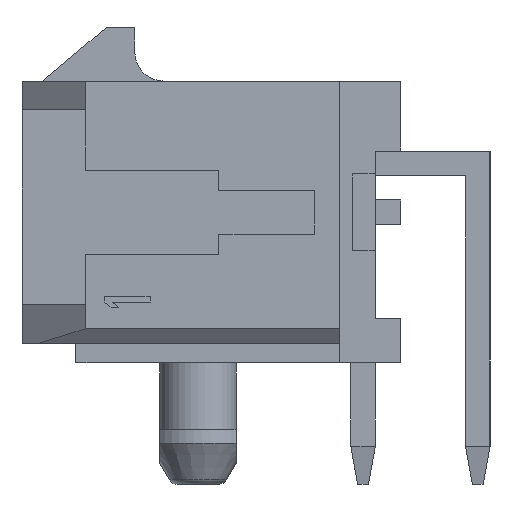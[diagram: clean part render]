
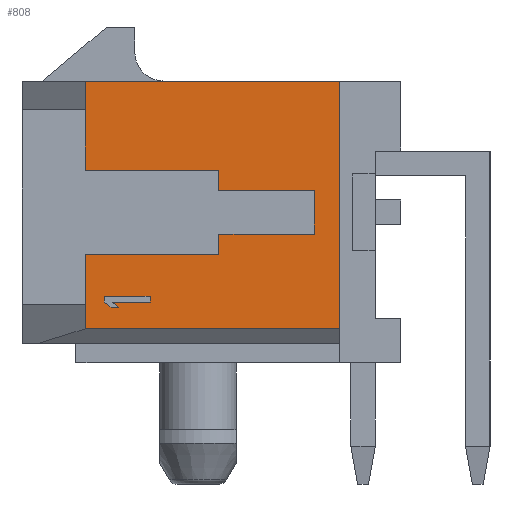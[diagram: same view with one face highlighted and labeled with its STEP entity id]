
A CAD part, left-side view. The second image highlights one B-rep face of the part: STEP entity #808.
In plain terms, the highlighted planar face has unit normal (-1, 0, 0).
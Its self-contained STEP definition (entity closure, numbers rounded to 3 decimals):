
#543 = VERTEX_POINT('',#544);
#544 = CARTESIAN_POINT('',(-3.32,1.259,4.51));
#568 = VERTEX_POINT('',#569);
#569 = CARTESIAN_POINT('',(-3.32,3.759,4.51));
#575 = EDGE_CURVE('',#543,#568,#576,.T.);
#576 = LINE('',#577,#578);
#577 = CARTESIAN_POINT('',(-3.32,1.259,4.51));
#578 = VECTOR('',#579,1.);
#579 = DIRECTION('',(0.,1.,0.));
#630 = EDGE_CURVE('',#631,#543,#633,.T.);
#631 = VERTEX_POINT('',#632);
#632 = CARTESIAN_POINT('',(-3.32,1.259,3.36));
#633 = LINE('',#634,#635);
#634 = CARTESIAN_POINT('',(-3.32,1.259,3.36));
#635 = VECTOR('',#636,1.);
#636 = DIRECTION('',(0.,0.,1.));
#685 = EDGE_CURVE('',#686,#631,#688,.T.);
#686 = VERTEX_POINT('',#687);
#687 = CARTESIAN_POINT('',(-3.32,3.759,3.36));
#688 = LINE('',#689,#690);
#689 = CARTESIAN_POINT('',(-3.32,3.759,3.36));
#690 = VECTOR('',#691,1.);
#691 = DIRECTION('',(0.,-1.,0.));
#788 = EDGE_CURVE('',#789,#686,#791,.T.);
#789 = VERTEX_POINT('',#790);
#790 = CARTESIAN_POINT('',(-3.32,3.759,2.835));
#791 = LINE('',#792,#793);
#792 = CARTESIAN_POINT('',(-3.32,3.759,2.835));
#793 = VECTOR('',#794,1.);
#794 = DIRECTION('',(0.,0.,1.));
#808 = ADVANCED_FACE('',(#809,#893),#951,.T.);
#809 = FACE_BOUND('',#810,.F.);
#810 = EDGE_LOOP('',(#811,#819,#820,#821,#822,#823,#831,#839,#847,#855,
    #863,#871,#879,#887));
#811 = ORIENTED_EDGE('',*,*,#812,.T.);
#812 = EDGE_CURVE('',#813,#789,#815,.T.);
#813 = VERTEX_POINT('',#814);
#814 = CARTESIAN_POINT('',(-3.32,7.259,2.835));
#815 = LINE('',#816,#817);
#816 = CARTESIAN_POINT('',(-3.32,7.259,2.835));
#817 = VECTOR('',#818,1.);
#818 = DIRECTION('',(0.,-1.,0.));
#819 = ORIENTED_EDGE('',*,*,#788,.T.);
#820 = ORIENTED_EDGE('',*,*,#685,.T.);
#821 = ORIENTED_EDGE('',*,*,#630,.T.);
#822 = ORIENTED_EDGE('',*,*,#575,.T.);
#823 = ORIENTED_EDGE('',*,*,#824,.T.);
#824 = EDGE_CURVE('',#568,#825,#827,.T.);
#825 = VERTEX_POINT('',#826);
#826 = CARTESIAN_POINT('',(-3.32,3.759,5.035));
#827 = LINE('',#828,#829);
#828 = CARTESIAN_POINT('',(-3.32,3.759,4.51));
#829 = VECTOR('',#830,1.);
#830 = DIRECTION('',(0.,0.,1.));
#831 = ORIENTED_EDGE('',*,*,#832,.F.);
#832 = EDGE_CURVE('',#833,#825,#835,.T.);
#833 = VERTEX_POINT('',#834);
#834 = CARTESIAN_POINT('',(-3.32,7.259,5.035));
#835 = LINE('',#836,#837);
#836 = CARTESIAN_POINT('',(-3.32,7.259,5.035));
#837 = VECTOR('',#838,1.);
#838 = DIRECTION('',(0.,-1.,0.));
#839 = ORIENTED_EDGE('',*,*,#840,.T.);
#840 = EDGE_CURVE('',#833,#841,#843,.T.);
#841 = VERTEX_POINT('',#842);
#842 = CARTESIAN_POINT('',(-3.32,7.259,6.615));
#843 = LINE('',#844,#845);
#844 = CARTESIAN_POINT('',(-3.32,7.259,5.035));
#845 = VECTOR('',#846,1.);
#846 = DIRECTION('',(0.,0.,1.));
#847 = ORIENTED_EDGE('',*,*,#848,.F.);
#848 = EDGE_CURVE('',#849,#841,#851,.T.);
#849 = VERTEX_POINT('',#850);
#850 = CARTESIAN_POINT('',(-3.32,7.259,7.365));
#851 = LINE('',#852,#853);
#852 = CARTESIAN_POINT('',(-3.32,7.259,7.365));
#853 = VECTOR('',#854,1.);
#854 = DIRECTION('',(0.,0.,-1.));
#855 = ORIENTED_EDGE('',*,*,#856,.F.);
#856 = EDGE_CURVE('',#857,#849,#859,.T.);
#857 = VERTEX_POINT('',#858);
#858 = CARTESIAN_POINT('',(-3.32,0.599,7.365));
#859 = LINE('',#860,#861);
#860 = CARTESIAN_POINT('',(-3.32,0.599,7.365));
#861 = VECTOR('',#862,1.);
#862 = DIRECTION('',(0.,1.,0.));
#863 = ORIENTED_EDGE('',*,*,#864,.F.);
#864 = EDGE_CURVE('',#865,#857,#867,.T.);
#865 = VERTEX_POINT('',#866);
#866 = CARTESIAN_POINT('',(-3.32,0.599,0.885));
#867 = LINE('',#868,#869);
#868 = CARTESIAN_POINT('',(-3.32,0.599,0.885));
#869 = VECTOR('',#870,1.);
#870 = DIRECTION('',(0.,0.,1.));
#871 = ORIENTED_EDGE('',*,*,#872,.F.);
#872 = EDGE_CURVE('',#873,#865,#875,.T.);
#873 = VERTEX_POINT('',#874);
#874 = CARTESIAN_POINT('',(-3.32,7.259,0.885));
#875 = LINE('',#876,#877);
#876 = CARTESIAN_POINT('',(-3.32,7.259,0.885));
#877 = VECTOR('',#878,1.);
#878 = DIRECTION('',(0.,-1.,0.));
#879 = ORIENTED_EDGE('',*,*,#880,.F.);
#880 = EDGE_CURVE('',#881,#873,#883,.T.);
#881 = VERTEX_POINT('',#882);
#882 = CARTESIAN_POINT('',(-3.32,7.259,1.525));
#883 = LINE('',#884,#885);
#884 = CARTESIAN_POINT('',(-3.32,7.259,1.525));
#885 = VECTOR('',#886,1.);
#886 = DIRECTION('',(0.,0.,-1.));
#887 = ORIENTED_EDGE('',*,*,#888,.T.);
#888 = EDGE_CURVE('',#881,#813,#889,.T.);
#889 = LINE('',#890,#891);
#890 = CARTESIAN_POINT('',(-3.32,7.259,1.525));
#891 = VECTOR('',#892,1.);
#892 = DIRECTION('',(0.,0.,1.));
#893 = FACE_BOUND('',#894,.F.);
#894 = EDGE_LOOP('',(#895,#905,#913,#921,#929,#937,#945));
#895 = ORIENTED_EDGE('',*,*,#896,.T.);
#896 = EDGE_CURVE('',#897,#899,#901,.T.);
#897 = VERTEX_POINT('',#898);
#898 = CARTESIAN_POINT('',(-3.32,5.559,1.735));
#899 = VERTEX_POINT('',#900);
#900 = CARTESIAN_POINT('',(-3.32,6.759,1.735));
#901 = LINE('',#902,#903);
#902 = CARTESIAN_POINT('',(-3.32,5.559,1.735));
#903 = VECTOR('',#904,1.);
#904 = DIRECTION('',(0.,1.,0.));
#905 = ORIENTED_EDGE('',*,*,#906,.T.);
#906 = EDGE_CURVE('',#899,#907,#909,.T.);
#907 = VERTEX_POINT('',#908);
#908 = CARTESIAN_POINT('',(-3.32,6.759,1.585));
#909 = LINE('',#910,#911);
#910 = CARTESIAN_POINT('',(-3.32,6.759,1.735));
#911 = VECTOR('',#912,1.);
#912 = DIRECTION('',(0.,0.,-1.));
#913 = ORIENTED_EDGE('',*,*,#914,.T.);
#914 = EDGE_CURVE('',#907,#915,#917,.T.);
#915 = VERTEX_POINT('',#916);
#916 = CARTESIAN_POINT('',(-3.32,6.58,1.435));
#917 = LINE('',#918,#919);
#918 = CARTESIAN_POINT('',(-3.32,6.759,1.585));
#919 = VECTOR('',#920,1.);
#920 = DIRECTION('',(0.,-0.766,-0.643
    ));
#921 = ORIENTED_EDGE('',*,*,#922,.T.);
#922 = EDGE_CURVE('',#915,#923,#925,.T.);
#923 = VERTEX_POINT('',#924);
#924 = CARTESIAN_POINT('',(-3.32,6.376,1.435));
#925 = LINE('',#926,#927);
#926 = CARTESIAN_POINT('',(-3.32,6.58,1.435));
#927 = VECTOR('',#928,1.);
#928 = DIRECTION('',(0.,-1.,0.));
#929 = ORIENTED_EDGE('',*,*,#930,.T.);
#930 = EDGE_CURVE('',#923,#931,#933,.T.);
#931 = VERTEX_POINT('',#932);
#932 = CARTESIAN_POINT('',(-3.32,6.555,1.585));
#933 = LINE('',#934,#935);
#934 = CARTESIAN_POINT('',(-3.32,6.376,1.435));
#935 = VECTOR('',#936,1.);
#936 = DIRECTION('',(0.,0.766,0.643));
#937 = ORIENTED_EDGE('',*,*,#938,.T.);
#938 = EDGE_CURVE('',#931,#939,#941,.T.);
#939 = VERTEX_POINT('',#940);
#940 = CARTESIAN_POINT('',(-3.32,5.559,1.585));
#941 = LINE('',#942,#943);
#942 = CARTESIAN_POINT('',(-3.32,6.555,1.585));
#943 = VECTOR('',#944,1.);
#944 = DIRECTION('',(0.,-1.,0.));
#945 = ORIENTED_EDGE('',*,*,#946,.T.);
#946 = EDGE_CURVE('',#939,#897,#947,.T.);
#947 = LINE('',#948,#949);
#948 = CARTESIAN_POINT('',(-3.32,5.559,1.585));
#949 = VECTOR('',#950,1.);
#950 = DIRECTION('',(0.,0.,1.));
#951 = PLANE('',#952);
#952 = AXIS2_PLACEMENT_3D('',#953,#954,#955);
#953 = CARTESIAN_POINT('',(-3.32,3.954,3.935));
#954 = DIRECTION('',(-1.,0.,0.));
#955 = DIRECTION('',(0.,-1.,0.));
